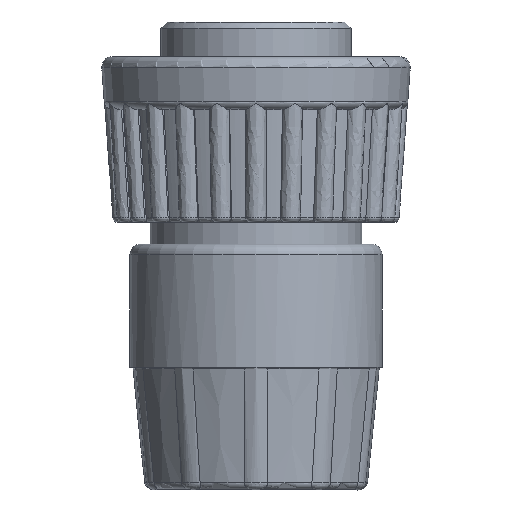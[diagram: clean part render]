
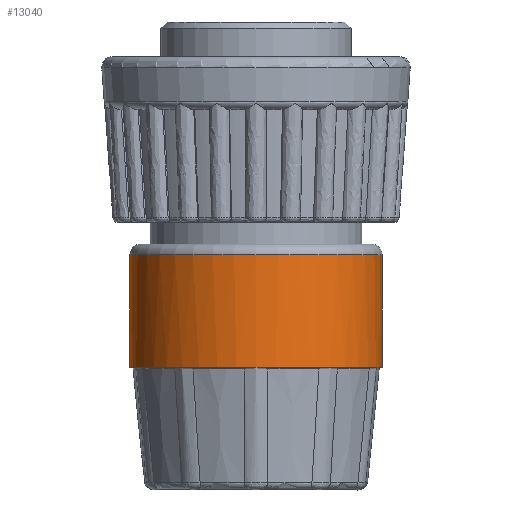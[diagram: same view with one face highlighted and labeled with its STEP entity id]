
A CAD part, front view. The second image highlights one B-rep face of the part: STEP entity #13040.
In plain terms, the highlighted cylindrical face has radius 9.081 mm (diameter 18.161 mm), a partial arc.
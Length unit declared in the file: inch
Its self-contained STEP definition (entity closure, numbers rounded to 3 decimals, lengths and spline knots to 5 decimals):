
#309 = VECTOR ( 'NONE', #13790, 39.37008 ) ;
#448 = ORIENTED_EDGE ( 'NONE', *, *, #2463, .T. ) ;
#473 = CARTESIAN_POINT ( 'NONE',  ( 0., 0., -0.98 ) ) ;
#897 = DIRECTION ( 'NONE',  ( 0., 0., 1. ) ) ;
#1020 = CARTESIAN_POINT ( 'NONE',  ( 0., 0., -0.66 ) ) ;
#1024 = AXIS2_PLACEMENT_3D ( 'NONE', #10325, #3598, #11449 ) ;
#1035 = ORIENTED_EDGE ( 'NONE', *, *, #2839, .T. ) ;
#1065 = AXIS2_PLACEMENT_3D ( 'NONE', #4374, #13331, #13371 ) ;
#1358 = ORIENTED_EDGE ( 'NONE', *, *, #12486, .T. ) ;
#1583 = DIRECTION ( 'NONE',  ( 1., 0., 0. ) ) ;
#1906 = EDGE_CURVE ( 'NONE', #14384, #5911, #6554, .T. ) ;
#2126 = DIRECTION ( 'NONE',  ( 1., 0., 0. ) ) ;
#2463 = EDGE_CURVE ( 'NONE', #14265, #14384, #9703, .T. ) ;
#2619 = CARTESIAN_POINT ( 'NONE',  ( 0.3575, 0., -0.66 ) ) ;
#2686 = CIRCLE ( 'NONE', #8300, 0.3575 ) ;
#2734 = VERTEX_POINT ( 'NONE', #7056 ) ;
#2839 = EDGE_CURVE ( 'NONE', #5911, #10096, #13597, .T. ) ;
#2876 = DIRECTION ( 'NONE',  ( 0., 0., 1. ) ) ;
#2964 = AXIS2_PLACEMENT_3D ( 'NONE', #13385, #6640, #14518 ) ;
#3213 = CARTESIAN_POINT ( 'NONE',  ( 0.3575, 0., -0.98 ) ) ;
#3579 = CIRCLE ( 'NONE', #1024, 0.3575 ) ;
#3598 = DIRECTION ( 'NONE',  ( 0., 0., 1. ) ) ;
#4060 = VERTEX_POINT ( 'NONE', #3213 ) ;
#4093 = CARTESIAN_POINT ( 'NONE',  ( 0., 0., -0.98 ) ) ;
#4356 = DIRECTION ( 'NONE',  ( 0., 0., 1. ) ) ;
#4374 = CARTESIAN_POINT ( 'NONE',  ( 0., 0., 0.20795 ) ) ;
#4841 = AXIS2_PLACEMENT_3D ( 'NONE', #9593, #2876, #10726 ) ;
#4848 = CARTESIAN_POINT ( 'NONE',  ( -0.3575, 0., 0.20795 ) ) ;
#4863 = ORIENTED_EDGE ( 'NONE', *, *, #12959, .T. ) ;
#5229 = DIRECTION ( 'NONE',  ( 1., 0., 0. ) ) ;
#5419 = VERTEX_POINT ( 'NONE', #13748 ) ;
#5884 = ORIENTED_EDGE ( 'NONE', *, *, #9748, .T. ) ;
#5906 = CIRCLE ( 'NONE', #8340, 0.3575 ) ;
#5911 = VERTEX_POINT ( 'NONE', #14050 ) ;
#6080 = ORIENTED_EDGE ( 'NONE', *, *, #1906, .T. ) ;
#6245 = LINE ( 'NONE', #4848, #309 ) ;
#6417 = CIRCLE ( 'NONE', #10361, 0.3575 ) ;
#6531 = CARTESIAN_POINT ( 'NONE',  ( -0.3575, 0., -0.98 ) ) ;
#6554 = CIRCLE ( 'NONE', #4841, 0.3575 ) ;
#6640 = DIRECTION ( 'NONE',  ( 0., 0., 1. ) ) ;
#6812 = EDGE_LOOP ( 'NONE', ( #8665, #5884, #4863, #448, #6080, #1035, #13503, #12325, #1358 ) ) ;
#7056 = CARTESIAN_POINT ( 'NONE',  ( -0.34, -0.11047, -0.98 ) ) ;
#7588 = CARTESIAN_POINT ( 'NONE',  ( 0., 0., -0.98 ) ) ;
#8231 = CARTESIAN_POINT ( 'NONE',  ( 0.34, -0.11047, -0.98 ) ) ;
#8275 = DIRECTION ( 'NONE',  ( 0., 0., 1. ) ) ;
#8300 = AXIS2_PLACEMENT_3D ( 'NONE', #473, #8275, #1583 ) ;
#8340 = AXIS2_PLACEMENT_3D ( 'NONE', #1020, #8836, #2126 ) ;
#8665 = ORIENTED_EDGE ( 'NONE', *, *, #12259, .F. ) ;
#8727 = DIRECTION ( 'NONE',  ( 1., 0., 0. ) ) ;
#8836 = DIRECTION ( 'NONE',  ( 0., 0., -1. ) ) ;
#9042 = FACE_OUTER_BOUND ( 'NONE', #6812, .T. ) ;
#9526 = AXIS2_PLACEMENT_3D ( 'NONE', #4093, #11950, #5229 ) ;
#9593 = CARTESIAN_POINT ( 'NONE',  ( 0., 0., -0.98 ) ) ;
#9703 = CIRCLE ( 'NONE', #9526, 0.3575 ) ;
#9748 = EDGE_CURVE ( 'NONE', #11724, #2734, #2686, .T. ) ;
#10010 = EDGE_CURVE ( 'NONE', #10096, #4060, #3579, .T. ) ;
#10096 = VERTEX_POINT ( 'NONE', #8231 ) ;
#10325 = CARTESIAN_POINT ( 'NONE',  ( 0., 0., -0.98 ) ) ;
#10361 = AXIS2_PLACEMENT_3D ( 'NONE', #7588, #897, #8727 ) ;
#10726 = DIRECTION ( 'NONE',  ( 1., 0., 0. ) ) ;
#11157 = VECTOR ( 'NONE', #4356, 39.37008 ) ;
#11449 = DIRECTION ( 'NONE',  ( 1., 0., 0. ) ) ;
#11724 = VERTEX_POINT ( 'NONE', #6531 ) ;
#11950 = DIRECTION ( 'NONE',  ( 0., 0., 1. ) ) ;
#12206 = CARTESIAN_POINT ( 'NONE',  ( 0.3575, 0., 0.20795 ) ) ;
#12259 = EDGE_CURVE ( 'NONE', #11724, #5419, #6245, .T. ) ;
#12325 = ORIENTED_EDGE ( 'NONE', *, *, #13683, .T. ) ;
#12486 = EDGE_CURVE ( 'NONE', #13848, #5419, #5906, .T. ) ;
#12544 = CARTESIAN_POINT ( 'NONE',  ( -0.21013, -0.28922, -0.98 ) ) ;
#12913 = CARTESIAN_POINT ( 'NONE',  ( 0., -0.3575, -0.98 ) ) ;
#12959 = EDGE_CURVE ( 'NONE', #2734, #14265, #6417, .T. ) ;
#13040 = ADVANCED_FACE ( 'NONE', ( #9042 ), #14337, .T. ) ;
#13331 = DIRECTION ( 'NONE',  ( 0., 0., 1. ) ) ;
#13371 = DIRECTION ( 'NONE',  ( 1., 0., 0. ) ) ;
#13385 = CARTESIAN_POINT ( 'NONE',  ( 0., 0., -0.98 ) ) ;
#13503 = ORIENTED_EDGE ( 'NONE', *, *, #10010, .T. ) ;
#13597 = CIRCLE ( 'NONE', #2964, 0.3575 ) ;
#13683 = EDGE_CURVE ( 'NONE', #4060, #13848, #14146, .T. ) ;
#13748 = CARTESIAN_POINT ( 'NONE',  ( -0.3575, 0., -0.66 ) ) ;
#13790 = DIRECTION ( 'NONE',  ( 0., 0., 1. ) ) ;
#13848 = VERTEX_POINT ( 'NONE', #2619 ) ;
#14050 = CARTESIAN_POINT ( 'NONE',  ( 0.21013, -0.28922, -0.98 ) ) ;
#14146 = LINE ( 'NONE', #12206, #11157 ) ;
#14265 = VERTEX_POINT ( 'NONE', #12544 ) ;
#14337 = CYLINDRICAL_SURFACE ( 'NONE', #1065, 0.3575 ) ;
#14384 = VERTEX_POINT ( 'NONE', #12913 ) ;
#14518 = DIRECTION ( 'NONE',  ( 1., 0., 0. ) ) ;
